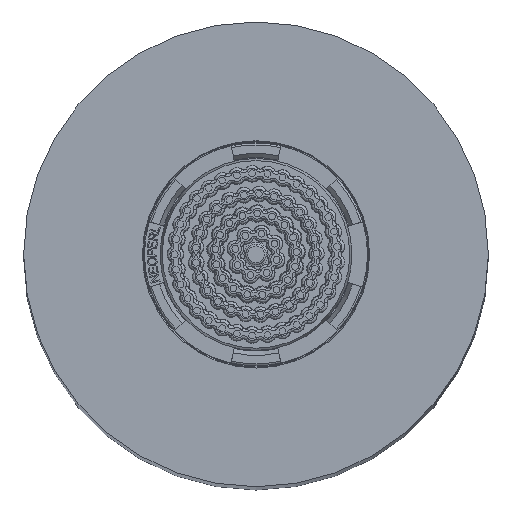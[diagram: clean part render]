
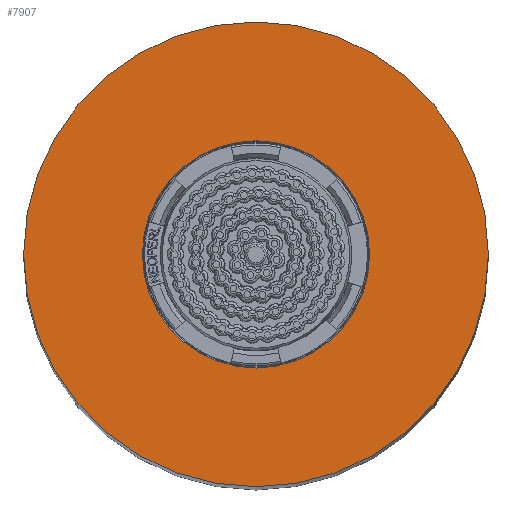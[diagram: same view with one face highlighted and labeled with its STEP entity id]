
A CAD part, top view. The second image highlights one B-rep face of the part: STEP entity #7907.
In plain terms, the highlighted planar face has unit normal (0, 0, 1).
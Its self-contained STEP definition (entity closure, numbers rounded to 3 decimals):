
#7907=ADVANCED_FACE('',(#18554,#18555),#18556,.T.);
#18554=FACE_BOUND('',#45998,.T.);
#18555=FACE_OUTER_BOUND('',#45999,.T.);
#18556=PLANE('',#46000);
#45998=EDGE_LOOP('',(#76406));
#45999=EDGE_LOOP('',(#76407,#76408,#76409,#76410,#76411,#76412,#76413,#76414));
#46000=AXIS2_PLACEMENT_3D('',#76415,#76416,#76417);
#76406=ORIENTED_EDGE('',*,*,#102652,.T.);
#76407=ORIENTED_EDGE('',*,*,#102655,.T.);
#76408=ORIENTED_EDGE('',*,*,#102656,.T.);
#76409=ORIENTED_EDGE('',*,*,#92654,.T.);
#76410=ORIENTED_EDGE('',*,*,#102657,.T.);
#76411=ORIENTED_EDGE('',*,*,#92659,.T.);
#76412=ORIENTED_EDGE('',*,*,#102658,.T.);
#76413=ORIENTED_EDGE('',*,*,#92649,.T.);
#76414=ORIENTED_EDGE('',*,*,#102659,.T.);
#76415=CARTESIAN_POINT('',(0.01,0.01,2.0));
#76416=DIRECTION('',(0.0,0.0,1.0));
#76417=DIRECTION('',(1.0,0.0,0.0));
#92649=EDGE_CURVE('',#107597,#107598,#107599,.T.);
#92654=EDGE_CURVE('',#107606,#107607,#107608,.T.);
#92659=EDGE_CURVE('',#107615,#107616,#107617,.T.);
#102652=EDGE_CURVE('',#123761,#123761,#123762,.T.);
#102655=EDGE_CURVE('',#123765,#123766,#123767,.T.);
#102656=EDGE_CURVE('',#123766,#107606,#123768,.T.);
#102657=EDGE_CURVE('',#107607,#107615,#123769,.T.);
#102658=EDGE_CURVE('',#107616,#107597,#123770,.T.);
#102659=EDGE_CURVE('',#107598,#123765,#123771,.T.);
#107597=VERTEX_POINT('',#130597);
#107598=VERTEX_POINT('',#130598);
#107599=LINE('',#130599,#130600);
#107606=VERTEX_POINT('',#130610);
#107607=VERTEX_POINT('',#130611);
#107608=LINE('',#130612,#130613);
#107615=VERTEX_POINT('',#130623);
#107616=VERTEX_POINT('',#130624);
#107617=LINE('',#130625,#130626);
#123761=VERTEX_POINT('',#157284);
#123762=CIRCLE('',#157285,12.225);
#123765=VERTEX_POINT('',#157288);
#123766=VERTEX_POINT('',#157289);
#123767=LINE('',#157290,#157291);
#123768=CIRCLE('',#157292,24.99);
#123769=CIRCLE('',#157293,24.99);
#123770=CIRCLE('',#157294,24.99);
#123771=CIRCLE('',#157295,24.99);
#130597=CARTESIAN_POINT('',(-0.01,-25.0,2.0));
#130598=CARTESIAN_POINT('',(0.01,-25.0,2.0));
#130599=CARTESIAN_POINT('',(0.,-25.0,2.0));
#130600=VECTOR('',#164892,1.0);
#130610=CARTESIAN_POINT('',(0.01,25.0,2.0));
#130611=CARTESIAN_POINT('',(-0.01,25.0,2.0));
#130612=CARTESIAN_POINT('',(0.,25.0,2.0));
#130613=VECTOR('',#164896,1.0);
#130623=CARTESIAN_POINT('',(-25.0,0.01,2.0));
#130624=CARTESIAN_POINT('',(-25.0,-0.01,2.0));
#130625=CARTESIAN_POINT('',(-25.0,0.,2.0));
#130626=VECTOR('',#164900,1.0);
#157284=CARTESIAN_POINT('',(0.0,12.225,2.0));
#157285=AXIS2_PLACEMENT_3D('',#180960,#180961,#180962);
#157288=CARTESIAN_POINT('',(25.0,-0.01,2.0));
#157289=CARTESIAN_POINT('',(25.0,0.01,2.0));
#157290=CARTESIAN_POINT('',(25.0,0.,2.0));
#157291=VECTOR('',#180963,1.0);
#157292=AXIS2_PLACEMENT_3D('',#180964,#180965,#180966);
#157293=AXIS2_PLACEMENT_3D('',#180967,#180968,#180969);
#157294=AXIS2_PLACEMENT_3D('',#180970,#180971,#180972);
#157295=AXIS2_PLACEMENT_3D('',#180973,#180974,#180975);
#164892=DIRECTION('',(1.0,0.0,0.0));
#164896=DIRECTION('',(-1.0,0.,0.0));
#164900=DIRECTION('',(0.,-1.0,0.0));
#180960=CARTESIAN_POINT('',(0.0,0.,2.0));
#180961=DIRECTION('',(0.0,0.0,-1.0));
#180962=DIRECTION('',(0.0,1.0,0.0));
#180963=DIRECTION('',(0.,1.0,0.0));
#180964=CARTESIAN_POINT('',(0.01,0.01,2.0));
#180965=DIRECTION('',(0.0,0.0,1.0));
#180966=DIRECTION('',(1.0,0.0,0.0));
#180967=CARTESIAN_POINT('',(-0.01,0.01,2.0));
#180968=DIRECTION('',(0.0,0.0,1.0));
#180969=DIRECTION('',(1.0,0.0,0.0));
#180970=CARTESIAN_POINT('',(-0.01,-0.01,2.0));
#180971=DIRECTION('',(0.0,0.0,1.0));
#180972=DIRECTION('',(1.0,0.0,0.0));
#180973=CARTESIAN_POINT('',(0.01,-0.01,2.0));
#180974=DIRECTION('',(0.0,0.0,1.0));
#180975=DIRECTION('',(1.0,0.0,0.0));
